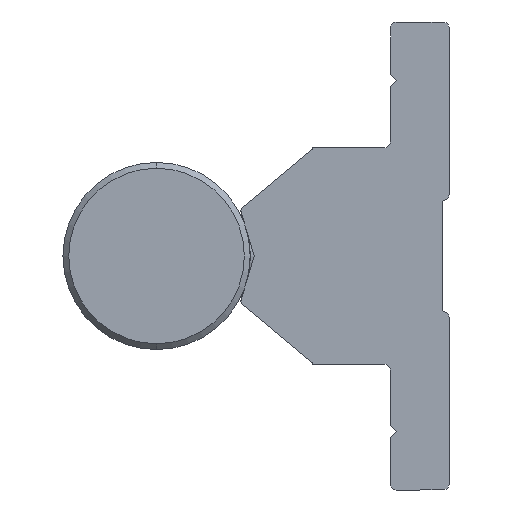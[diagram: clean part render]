
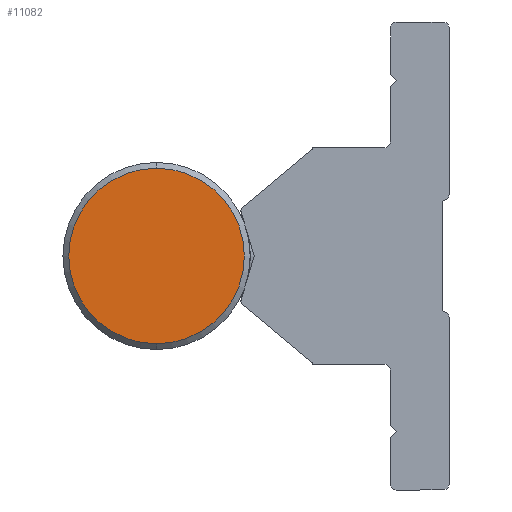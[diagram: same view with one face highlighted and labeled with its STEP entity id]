
A CAD part, left-side view. The second image highlights one B-rep face of the part: STEP entity #11082.
In plain terms, the highlighted planar face has unit normal (-1, 0, 0).
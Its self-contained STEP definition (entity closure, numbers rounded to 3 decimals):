
#31 = CIRCLE ( 'NONE', #16128, 7.5 ) ;
#88 = CARTESIAN_POINT ( 'NONE',  ( 205., -25., -250. ) ) ;
#3563 = DIRECTION ( 'NONE',  ( 0., 0., 1. ) ) ;
#5187 = DIRECTION ( 'NONE',  ( -1., 0., 0. ) ) ;
#5243 = CARTESIAN_POINT ( 'NONE',  ( 205., 0., 0. ) ) ;
#5576 = ORIENTED_EDGE ( 'NONE', *, *, #10446, .T. ) ;
#6102 = DIRECTION ( 'NONE',  ( -1., 0., 0. ) ) ;
#9329 = DIRECTION ( 'NONE',  ( 0., 0., 1. ) ) ;
#10446 = EDGE_CURVE ( 'NONE', #17554, #11304, #31, .T. ) ;
#10581 = PLANE ( 'NONE',  #19418 ) ;
#11082 = ADVANCED_FACE ( 'NONE', ( #18863 ), #10581, .T. ) ;
#11304 = VERTEX_POINT ( 'NONE', #14447 ) ;
#12383 = CARTESIAN_POINT ( 'NONE',  ( 205., 0., 0. ) ) ;
#14088 = CIRCLE ( 'NONE', #16976, 7.5 ) ;
#14169 = DIRECTION ( 'NONE',  ( 0., 0., 1. ) ) ;
#14175 = EDGE_LOOP ( 'NONE', ( #5576, #17385 ) ) ;
#14447 = CARTESIAN_POINT ( 'NONE',  ( 205., 0., 7.5 ) ) ;
#16128 = AXIS2_PLACEMENT_3D ( 'NONE', #12383, #6102, #9329 ) ;
#16976 = AXIS2_PLACEMENT_3D ( 'NONE', #5243, #5187, #3563 ) ;
#17212 = DIRECTION ( 'NONE',  ( -1., 0., 0. ) ) ;
#17385 = ORIENTED_EDGE ( 'NONE', *, *, #19612, .T. ) ;
#17554 = VERTEX_POINT ( 'NONE', #19915 ) ;
#18863 = FACE_OUTER_BOUND ( 'NONE', #14175, .T. ) ;
#19418 = AXIS2_PLACEMENT_3D ( 'NONE', #88, #17212, #14169 ) ;
#19612 = EDGE_CURVE ( 'NONE', #11304, #17554, #14088, .T. ) ;
#19915 = CARTESIAN_POINT ( 'NONE',  ( 205., 0., -7.5 ) ) ;
